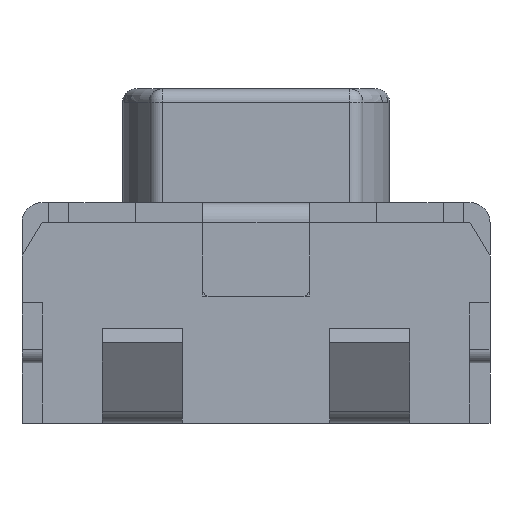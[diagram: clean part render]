
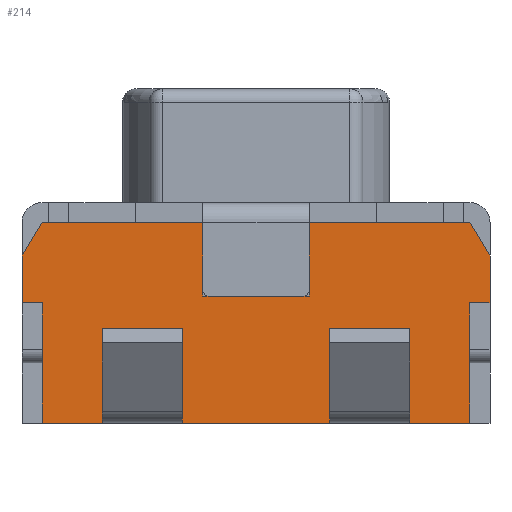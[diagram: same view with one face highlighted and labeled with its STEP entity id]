
A CAD part, left-side view. The second image highlights one B-rep face of the part: STEP entity #214.
In plain terms, the highlighted planar face has unit normal (-1, 0, 0).
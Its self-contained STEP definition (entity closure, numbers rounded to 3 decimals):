
#13=DIRECTION('',(0.,0.,1.));
#22=VERTEX_POINT('',#23);
#23=CARTESIAN_POINT('',(-2.35,-1.6,0.));
#28=DIRECTION('',(1.,0.,0.));
#30=EDGE_CURVE('',#22,#31,#33,.T.);
#31=VERTEX_POINT('',#32);
#32=CARTESIAN_POINT('',(-2.35,-1.6,0.55));
#33=LINE('',#23,#34);
#34=VECTOR('',#13,1.);
#42=DIRECTION('',(0.,-1.,0.));
#62=VERTEX_POINT('',#63);
#63=CARTESIAN_POINT('',(-2.35,0.55,0.));
#71=EDGE_CURVE('',#62,#72,#74,.T.);
#72=VERTEX_POINT('',#73);
#73=CARTESIAN_POINT('',(-2.35,-0.55,0.));
#74=LINE('',#75,#76);
#75=CARTESIAN_POINT('',(-2.35,1.6,0.));
#76=VECTOR('',#77,1.);
#77=DIRECTION('',(0.,-1.,0.));
#104=VERTEX_POINT('',#105);
#105=CARTESIAN_POINT('',(-2.35,-1.15,0.));
#107=EDGE_CURVE('',#104,#22,#74,.T.);
#137=VERTEX_POINT('',#75);
#143=EDGE_CURVE('',#137,#144,#74,.T.);
#144=VERTEX_POINT('',#145);
#145=CARTESIAN_POINT('',(-2.35,1.15,0.));
#178=VECTOR('',#42,1.);
#197=DIRECTION('',(0.,0.,-1.));
#214=ADVANCED_FACE('',(#215),#385,.F.);
#215=FACE_BOUND('',#216,.F.);
#216=EDGE_LOOP('',(#217,#218,#223,#227,#234,#239,#246,#251,#258,#262,#269,#274,#278,#283,#287,#291,#298,#303,#308,#310,#311,#312,#317,#321,#329,#337,#343,#348,#350,#351,#356,#360,#366,#372,#378,#383));
#217=ORIENTED_EDGE('',*,*,#143,.F.);
#218=ORIENTED_EDGE('',*,*,#219,.T.);
#219=EDGE_CURVE('',#137,#220,#222,.T.);
#220=VERTEX_POINT('',#221);
#221=CARTESIAN_POINT('',(-2.35,1.6,0.55));
#222=LINE('',#75,#34);
#223=ORIENTED_EDGE('',*,*,#224,.T.);
#224=EDGE_CURVE('',#220,#225,#222,.T.);
#225=VERTEX_POINT('',#226);
#226=CARTESIAN_POINT('',(-2.35,1.6,0.9));
#227=ORIENTED_EDGE('',*,*,#228,.T.);
#228=EDGE_CURVE('',#225,#229,#231,.T.);
#229=VERTEX_POINT('',#230);
#230=CARTESIAN_POINT('',(-2.35,1.75,0.9));
#231=LINE('',#226,#232);
#232=VECTOR('',#233,1.);
#233=DIRECTION('',(0.,1.,0.));
#234=ORIENTED_EDGE('',*,*,#235,.T.);
#235=EDGE_CURVE('',#229,#236,#238,.T.);
#236=VERTEX_POINT('',#237);
#237=CARTESIAN_POINT('',(-2.35,1.75,1.25));
#238=LINE('',#230,#34);
#239=ORIENTED_EDGE('',*,*,#240,.T.);
#240=EDGE_CURVE('',#236,#241,#243,.T.);
#241=VERTEX_POINT('',#242);
#242=CARTESIAN_POINT('',(-2.35,1.6,1.5));
#243=LINE('',#237,#244);
#244=VECTOR('',#245,1.);
#245=DIRECTION('',(0.,-0.514,0.857));
#246=ORIENTED_EDGE('',*,*,#247,.T.);
#247=EDGE_CURVE('',#241,#248,#250,.T.);
#248=VERTEX_POINT('',#249);
#249=CARTESIAN_POINT('',(-2.35,0.4,1.5));
#250=LINE('',#242,#76);
#251=ORIENTED_EDGE('',*,*,#252,.T.);
#252=EDGE_CURVE('',#248,#253,#255,.T.);
#253=VERTEX_POINT('',#254);
#254=CARTESIAN_POINT('',(-2.35,0.4,1.));
#255=LINE('',#256,#257);
#256=CARTESIAN_POINT('',(-2.35,0.4,1.65));
#257=VECTOR('',#197,1.);
#258=ORIENTED_EDGE('',*,*,#259,.T.);
#259=EDGE_CURVE('',#253,#260,#255,.T.);
#260=VERTEX_POINT('',#261);
#261=CARTESIAN_POINT('',(-2.35,0.4,0.95));
#262=ORIENTED_EDGE('',*,*,#263,.T.);
#263=EDGE_CURVE('',#260,#264,#266,.T.);
#264=VERTEX_POINT('',#265);
#265=CARTESIAN_POINT('',(-2.35,0.35,0.95));
#266=LINE('',#261,#267);
#267=VECTOR('',#268,1.);
#268=DIRECTION('',(0.,-1.,0.));
#269=ORIENTED_EDGE('',*,*,#270,.T.);
#270=EDGE_CURVE('',#264,#271,#273,.T.);
#271=VERTEX_POINT('',#272);
#272=CARTESIAN_POINT('',(-2.35,-0.35,0.95));
#273=LINE('',#265,#267);
#274=ORIENTED_EDGE('',*,*,#275,.T.);
#275=EDGE_CURVE('',#271,#276,#266,.T.);
#276=VERTEX_POINT('',#277);
#277=CARTESIAN_POINT('',(-2.35,-0.4,0.95));
#278=ORIENTED_EDGE('',*,*,#279,.T.);
#279=EDGE_CURVE('',#276,#280,#282,.T.);
#280=VERTEX_POINT('',#281);
#281=CARTESIAN_POINT('',(-2.35,-0.4,1.));
#282=LINE('',#277,#34);
#283=ORIENTED_EDGE('',*,*,#284,.T.);
#284=EDGE_CURVE('',#280,#285,#282,.T.);
#285=VERTEX_POINT('',#286);
#286=CARTESIAN_POINT('',(-2.35,-0.4,1.5));
#287=ORIENTED_EDGE('',*,*,#288,.T.);
#288=EDGE_CURVE('',#285,#289,#250,.T.);
#289=VERTEX_POINT('',#290);
#290=CARTESIAN_POINT('',(-2.35,-1.6,1.5));
#291=ORIENTED_EDGE('',*,*,#292,.F.);
#292=EDGE_CURVE('',#293,#289,#295,.T.);
#293=VERTEX_POINT('',#294);
#294=CARTESIAN_POINT('',(-2.35,-1.75,1.25));
#295=LINE('',#294,#296);
#296=VECTOR('',#297,1.);
#297=DIRECTION('',(0.,0.514,0.857));
#298=ORIENTED_EDGE('',*,*,#299,.F.);
#299=EDGE_CURVE('',#300,#293,#302,.T.);
#300=VERTEX_POINT('',#301);
#301=CARTESIAN_POINT('',(-2.35,-1.75,0.9));
#302=LINE('',#301,#34);
#303=ORIENTED_EDGE('',*,*,#304,.F.);
#304=EDGE_CURVE('',#305,#300,#307,.T.);
#305=VERTEX_POINT('',#306);
#306=CARTESIAN_POINT('',(-2.35,-1.6,0.9));
#307=LINE('',#306,#178);
#308=ORIENTED_EDGE('',*,*,#309,.F.);
#309=EDGE_CURVE('',#31,#305,#33,.T.);
#310=ORIENTED_EDGE('',*,*,#30,.F.);
#311=ORIENTED_EDGE('',*,*,#107,.F.);
#312=ORIENTED_EDGE('',*,*,#313,.T.);
#313=EDGE_CURVE('',#104,#314,#316,.T.);
#314=VERTEX_POINT('',#315);
#315=CARTESIAN_POINT('',(-2.35,-1.15,0.031));
#316=LINE('',#105,#34);
#317=ORIENTED_EDGE('',*,*,#318,.T.);
#318=EDGE_CURVE('',#314,#319,#316,.T.);
#319=VERTEX_POINT('',#320);
#320=CARTESIAN_POINT('',(-2.35,-1.15,0.2));
#321=ORIENTED_EDGE('',*,*,#322,.F.);
#322=EDGE_CURVE('',#323,#319,#325,.T.);
#323=VERTEX_POINT('',#324);
#324=CARTESIAN_POINT('',(-2.35,-1.15,0.361));
#325=LINE('',#326,#327);
#326=CARTESIAN_POINT('',(-2.35,-1.15,0.139));
#327=VECTOR('',#328,1.);
#328=DIRECTION('',(0.,-0.,-1.));
#329=ORIENTED_EDGE('',*,*,#330,.F.);
#330=EDGE_CURVE('',#331,#323,#333,.T.);
#331=VERTEX_POINT('',#332);
#332=CARTESIAN_POINT('',(-2.35,-0.55,0.361));
#333=LINE('',#334,#335);
#334=CARTESIAN_POINT('',(-2.35,0.375,0.361));
#335=VECTOR('',#336,1.);
#336=DIRECTION('',(0.,-1.,0.));
#337=ORIENTED_EDGE('',*,*,#338,.T.);
#338=EDGE_CURVE('',#331,#339,#341,.T.);
#339=VERTEX_POINT('',#340);
#340=CARTESIAN_POINT('',(-2.35,-0.55,0.2));
#341=LINE('',#342,#327);
#342=CARTESIAN_POINT('',(-2.35,-0.55,0.139));
#343=ORIENTED_EDGE('',*,*,#344,.T.);
#344=EDGE_CURVE('',#339,#345,#347,.T.);
#345=VERTEX_POINT('',#346);
#346=CARTESIAN_POINT('',(-2.35,-0.55,0.031));
#347=LINE('',#73,#257);
#348=ORIENTED_EDGE('',*,*,#349,.T.);
#349=EDGE_CURVE('',#345,#72,#347,.T.);
#350=ORIENTED_EDGE('',*,*,#71,.F.);
#351=ORIENTED_EDGE('',*,*,#352,.T.);
#352=EDGE_CURVE('',#62,#353,#355,.T.);
#353=VERTEX_POINT('',#354);
#354=CARTESIAN_POINT('',(-2.35,0.55,0.031));
#355=LINE('',#63,#34);
#356=ORIENTED_EDGE('',*,*,#357,.T.);
#357=EDGE_CURVE('',#353,#358,#355,.T.);
#358=VERTEX_POINT('',#359);
#359=CARTESIAN_POINT('',(-2.35,0.55,0.2));
#360=ORIENTED_EDGE('',*,*,#361,.F.);
#361=EDGE_CURVE('',#362,#358,#364,.T.);
#362=VERTEX_POINT('',#363);
#363=CARTESIAN_POINT('',(-2.35,0.55,0.361));
#364=LINE('',#365,#327);
#365=CARTESIAN_POINT('',(-2.35,0.55,0.139));
#366=ORIENTED_EDGE('',*,*,#367,.F.);
#367=EDGE_CURVE('',#368,#362,#370,.T.);
#368=VERTEX_POINT('',#369);
#369=CARTESIAN_POINT('',(-2.35,1.15,0.361));
#370=LINE('',#371,#335);
#371=CARTESIAN_POINT('',(-2.35,1.225,0.361));
#372=ORIENTED_EDGE('',*,*,#373,.T.);
#373=EDGE_CURVE('',#368,#374,#376,.T.);
#374=VERTEX_POINT('',#375);
#375=CARTESIAN_POINT('',(-2.35,1.15,0.2));
#376=LINE('',#377,#327);
#377=CARTESIAN_POINT('',(-2.35,1.15,0.139));
#378=ORIENTED_EDGE('',*,*,#379,.T.);
#379=EDGE_CURVE('',#374,#380,#382,.T.);
#380=VERTEX_POINT('',#381);
#381=CARTESIAN_POINT('',(-2.35,1.15,0.031));
#382=LINE('',#145,#257);
#383=ORIENTED_EDGE('',*,*,#384,.T.);
#384=EDGE_CURVE('',#380,#144,#382,.T.);
#385=PLANE('',#386);
#386=AXIS2_PLACEMENT_3D('',#75,#28,#77);
